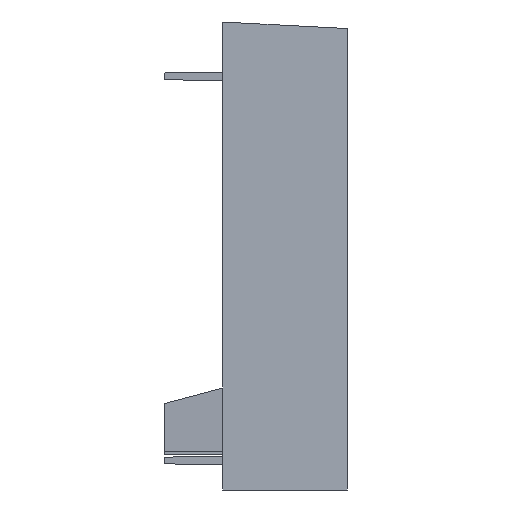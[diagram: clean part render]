
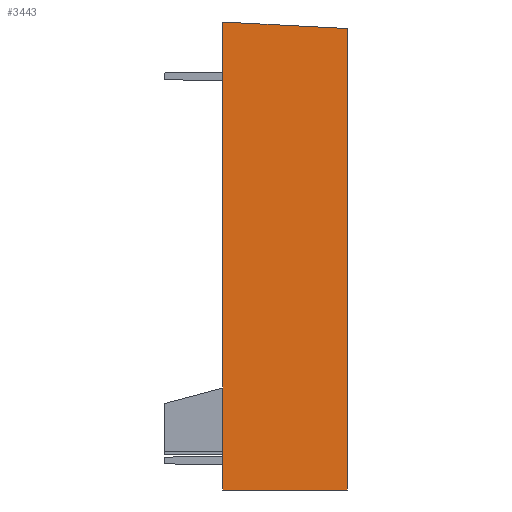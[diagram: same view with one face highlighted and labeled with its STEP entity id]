
A CAD part, front view. The second image highlights one B-rep face of the part: STEP entity #3443.
In plain terms, the highlighted planar face has unit normal (0.052, -0.999, 0).
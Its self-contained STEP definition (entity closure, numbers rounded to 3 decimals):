
#87 = CARTESIAN_POINT ( 'NONE',  ( 5.473, -52.213, 55.213 ) ) ;
#245 = VECTOR ( 'NONE', #2482, 1000. ) ;
#342 = DIRECTION ( 'NONE',  ( 0.997, 0.052, -0.052 ) ) ;
#364 = DIRECTION ( 'NONE',  ( -0.999, -0.052, 0. ) ) ;
#450 = LINE ( 'NONE', #3293, #3345 ) ;
#579 = EDGE_CURVE ( 'NONE', #1547, #2950, #1755, .T. ) ;
#964 = DIRECTION ( 'NONE',  ( 0.052, -0.999, 0. ) ) ;
#987 = EDGE_LOOP ( 'NONE', ( #3247, #2317, #1607, #1759 ) ) ;
#1276 = CARTESIAN_POINT ( 'NONE',  ( 0., -52.5, 55.5 ) ) ;
#1402 = VERTEX_POINT ( 'NONE', #3385 ) ;
#1445 = CARTESIAN_POINT ( 'NONE',  ( -15., -53.286, 0. ) ) ;
#1547 = VERTEX_POINT ( 'NONE', #1756 ) ;
#1607 = ORIENTED_EDGE ( 'NONE', *, *, #1718, .F. ) ;
#1718 = EDGE_CURVE ( 'NONE', #2950, #1402, #450, .T. ) ;
#1755 = LINE ( 'NONE', #2874, #3134 ) ;
#1756 = CARTESIAN_POINT ( 'NONE',  ( 0., -52.5, 0. ) ) ;
#1759 = ORIENTED_EDGE ( 'NONE', *, *, #579, .F. ) ;
#1910 = VECTOR ( 'NONE', #342, 1000. ) ;
#1911 = LINE ( 'NONE', #2223, #245 ) ;
#1954 = FACE_OUTER_BOUND ( 'NONE', #987, .T. ) ;
#2201 = LINE ( 'NONE', #87, #1910 ) ;
#2206 = AXIS2_PLACEMENT_3D ( 'NONE', #2902, #964, #3431 ) ;
#2223 = CARTESIAN_POINT ( 'NONE',  ( 0., -52.5, 0. ) ) ;
#2317 = ORIENTED_EDGE ( 'NONE', *, *, #3055, .F. ) ;
#2482 = DIRECTION ( 'NONE',  ( 0., 0., -1. ) ) ;
#2534 = EDGE_CURVE ( 'NONE', #3268, #1547, #1911, .T. ) ;
#2831 = PLANE ( 'NONE',  #2206 ) ;
#2874 = CARTESIAN_POINT ( 'NONE',  ( -9.471, -52.996, 0. ) ) ;
#2902 = CARTESIAN_POINT ( 'NONE',  ( 0., -52.5, 0. ) ) ;
#2950 = VERTEX_POINT ( 'NONE', #1445 ) ;
#3055 = EDGE_CURVE ( 'NONE', #1402, #3268, #2201, .T. ) ;
#3134 = VECTOR ( 'NONE', #364, 1000. ) ;
#3247 = ORIENTED_EDGE ( 'NONE', *, *, #2534, .F. ) ;
#3268 = VERTEX_POINT ( 'NONE', #1276 ) ;
#3293 = CARTESIAN_POINT ( 'NONE',  ( -15., -53.286, 0. ) ) ;
#3345 = VECTOR ( 'NONE', #3523, 1000. ) ;
#3385 = CARTESIAN_POINT ( 'NONE',  ( -15., -53.286, 56.286 ) ) ;
#3431 = DIRECTION ( 'NONE',  ( 0.999, 0.052, 0. ) ) ;
#3443 = ADVANCED_FACE ( 'NONE', ( #1954 ), #2831, .T. ) ;
#3523 = DIRECTION ( 'NONE',  ( 0., 0., 1. ) ) ;
